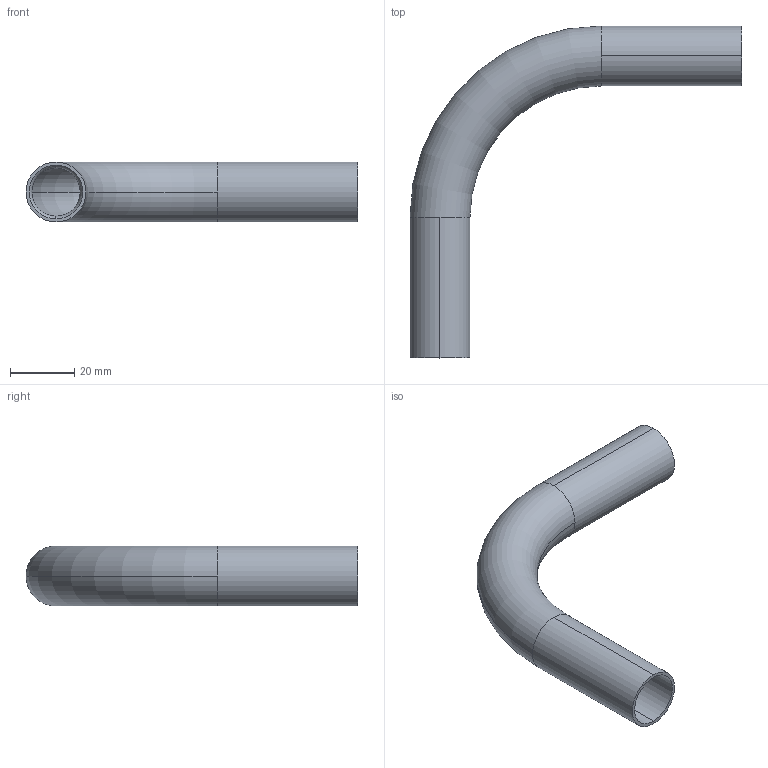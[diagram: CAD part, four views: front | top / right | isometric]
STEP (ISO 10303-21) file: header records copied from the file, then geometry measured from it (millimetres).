
FILE_DESCRIPTION (( 'STEP AP214' ), '1' );
FILE_NAME ('2046824.STEP', '2025-02-18T11:04:12', ( '' ), ( '' ), 'SwSTEP 2.0', 'SolidWorks 2024', '' );
FILE_SCHEMA (( 'AUTOMOTIVE_DESIGN' ));
Length unit declared in the file: millimetre
Products named in the file (1): 2046824
Bounding box: 103 x 103 x 18.6 mm (x, y, z)
Volume: 9378.4 mm3; surface area: 18480.5 mm2
Topology: 1 solids, 1 shells, 26 faces, 60 edges, 36 vertices
Faces by surface type: torus 12, cylinder 12, plane 2
Entity records: 783 total; most frequent: DIRECTION 162, CARTESIAN_POINT 123, ORIENTED_EDGE 120, AXIS2_PLACEMENT_3D 75, EDGE_CURVE 60, CIRCLE 48, VERTEX_POINT 36, EDGE_LOOP 28
